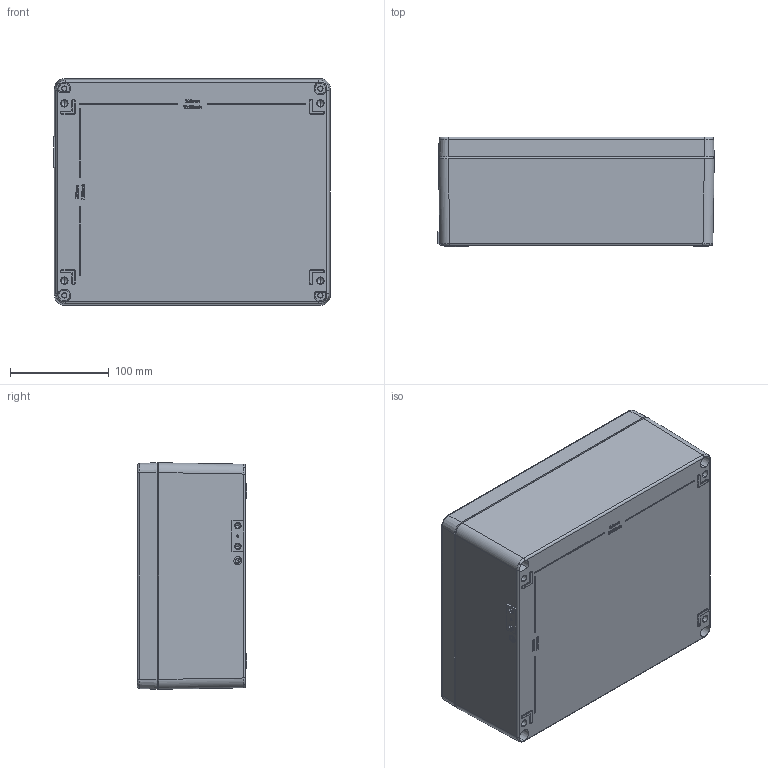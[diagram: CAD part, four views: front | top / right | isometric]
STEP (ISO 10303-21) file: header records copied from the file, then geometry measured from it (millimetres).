
FILE_DESCRIPTION (( 'STEP AP214' ), '1' );
FILE_NAME ('25232811.STEP', '2012-06-14T10:56:55', ( ' ' ), ( '' ), 'SwSTEP 2.0', 'SolidWorks 2011', '' );
FILE_SCHEMA (( 'AUTOMOTIVE_DESIGN' ));
Length unit declared in the file: millimetre
Products named in the file (10): 92441; 83171; 95947; 92081; 01232811_Ex Ausführung; 82014; 93134; 02061; 01061; 25232811
Assembly tree (12 placements, depth 3):
  25232811
    92081
    95947
    01232811_Ex Ausführung
      93134  x4
      82014
      02061
      01061
    83171
    92441
Bounding box: 280.73 x 111 x 230 mm (x, y, z)
Volume: 1151627.6 mm3; surface area: 500694 mm2
Topology: 11 solids, 11 shells, 1592 faces, 3832 edges, 2390 vertices
Faces by surface type: plane 619, cone 306, bspline 301, cylinder 260, torus 97, sphere 9
Entity records: 60014 total; most frequent: CARTESIAN_POINT 26404, ORIENTED_EDGE 7158, DIRECTION 6284, EDGE_CURVE 3579, VERTEX_POINT 2240, AXIS2_PLACEMENT_3D 2170, VECTOR 1944, LINE 1944
